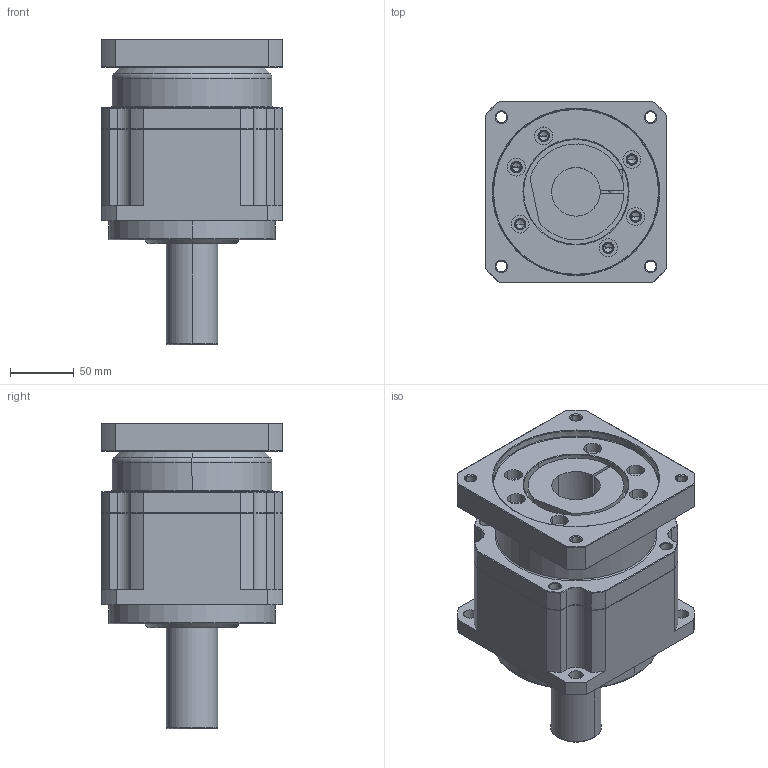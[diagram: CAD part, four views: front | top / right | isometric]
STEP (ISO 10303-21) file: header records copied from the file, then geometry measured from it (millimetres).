
FILE_DESCRIPTION((''),'2;1');
FILE_NAME('AB1421-P4150201_ASM','2008-02-27T',('d00280'),(''),'PRO/ENGINEER BY PARAMETRIC TECHNOLOGY CORPORATION, 2006170','PRO/ENGINEER BY PARAMETRIC TECHNOLOGY CORPORATION, 2006170','');
FILE_SCHEMA(('CONFIG_CONTROL_DESIGN'));
Length unit declared in the file: millimetre
Products named in the file (4): AB1421; PK950001; P4150201; AB1421-P4150201_ASM
Assembly tree (3 placements, depth 2):
  AB1421-P4150201_ASM
    AB1421
    PK950001
    P4150201
Bounding box: 142 x 142 x 239 mm (x, y, z)
Volume: 2268126.8 mm3; surface area: 243635.4 mm2
Topology: 3 solids, 15 shells, 418 faces, 983 edges, 597 vertices
Faces by surface type: cylinder 179, cone 98, plane 85, torus 56
Entity records: 12312 total; most frequent: DIRECTION 2311, CARTESIAN_POINT 2266, ORIENTED_EDGE 1888, EDGE_CURVE 969, AXIS2_PLACEMENT_3D 962, VERTEX_POINT 597, CIRCLE 531, EDGE_LOOP 502
